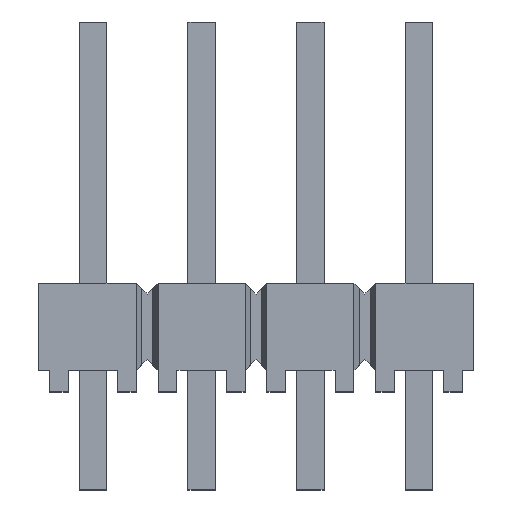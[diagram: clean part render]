
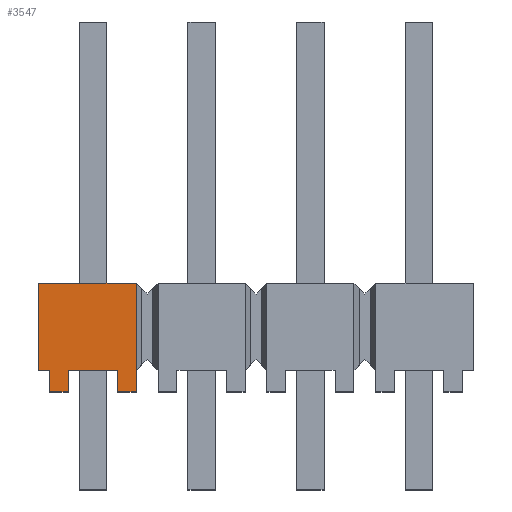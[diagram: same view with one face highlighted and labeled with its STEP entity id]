
A CAD part, top view. The second image highlights one B-rep face of the part: STEP entity #3547.
In plain terms, the highlighted planar face has unit normal (0, 0, 1).
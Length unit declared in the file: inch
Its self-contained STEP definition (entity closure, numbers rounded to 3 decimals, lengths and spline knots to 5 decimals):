
#76 = ORIENTED_EDGE ( 'NONE', *, *, #592, .F. ) ;
#146 = VERTEX_POINT ( 'NONE', #309 ) ;
#175 = LINE ( 'NONE', #3503, #3196 ) ;
#206 = VERTEX_POINT ( 'NONE', #1659 ) ;
#254 = VECTOR ( 'NONE', #1552, 39.37008 ) ;
#309 = CARTESIAN_POINT ( 'NONE',  ( -0.1726, 0.02, 0.049 ) ) ;
#319 = VECTOR ( 'NONE', #5139, 39.37008 ) ;
#377 = LINE ( 'NONE', #3384, #3506 ) ;
#436 = VERTEX_POINT ( 'NONE', #1312 ) ;
#549 = ORIENTED_EDGE ( 'NONE', *, *, #4649, .F. ) ;
#582 = CARTESIAN_POINT ( 'NONE',  ( -0.1274, 0., 0.049 ) ) ;
#592 = EDGE_CURVE ( 'NONE', #146, #4448, #1081, .T. ) ;
#646 = VECTOR ( 'NONE', #4923, 39.37008 ) ;
#675 = EDGE_CURVE ( 'NONE', #2205, #706, #3007, .T. ) ;
#706 = VERTEX_POINT ( 'NONE', #3587 ) ;
#781 = VECTOR ( 'NONE', #1085, 39.37008 ) ;
#799 = EDGE_CURVE ( 'NONE', #206, #3911, #3316, .T. ) ;
#875 = LINE ( 'NONE', #2678, #3678 ) ;
#911 = EDGE_LOOP ( 'NONE', ( #1805, #2140, #1768, #1796, #3017, #3998, #76, #549, #1502, #939, #1685 ) ) ;
#939 = ORIENTED_EDGE ( 'NONE', *, *, #1856, .T. ) ;
#947 = DIRECTION ( 'NONE',  ( 1., 0., 0. ) ) ;
#1056 = DIRECTION ( 'NONE',  ( 0., 1., 0. ) ) ;
#1081 = LINE ( 'NONE', #1535, #4482 ) ;
#1085 = DIRECTION ( 'NONE',  ( 1., 0., 0. ) ) ;
#1087 = EDGE_CURVE ( 'NONE', #4628, #706, #377, .T. ) ;
#1157 = EDGE_CURVE ( 'NONE', #4773, #2991, #875, .T. ) ;
#1181 = EDGE_CURVE ( 'NONE', #436, #4448, #175, .T. ) ;
#1312 = CARTESIAN_POINT ( 'NONE',  ( -0.1896, 0., 0.049 ) ) ;
#1314 = DIRECTION ( 'NONE',  ( -1., 0., 0. ) ) ;
#1326 = DIRECTION ( 'NONE',  ( 0., -1., 0. ) ) ;
#1356 = CARTESIAN_POINT ( 'NONE',  ( -0.2, 0.02, 0.049 ) ) ;
#1375 = CARTESIAN_POINT ( 'NONE',  ( -0.2, 0.1, 0.049 ) ) ;
#1472 = DIRECTION ( 'NONE',  ( 1., 0., 0. ) ) ;
#1502 = ORIENTED_EDGE ( 'NONE', *, *, #1157, .F. ) ;
#1535 = CARTESIAN_POINT ( 'NONE',  ( -0.1726, 0.1, 0.049 ) ) ;
#1552 = DIRECTION ( 'NONE',  ( -1., 0., 0. ) ) ;
#1659 = CARTESIAN_POINT ( 'NONE',  ( -0.11, 0.02, 0.049 ) ) ;
#1685 = ORIENTED_EDGE ( 'NONE', *, *, #799, .F. ) ;
#1768 = ORIENTED_EDGE ( 'NONE', *, *, #1087, .T. ) ;
#1796 = ORIENTED_EDGE ( 'NONE', *, *, #675, .F. ) ;
#1805 = ORIENTED_EDGE ( 'NONE', *, *, #2563, .F. ) ;
#1856 = EDGE_CURVE ( 'NONE', #4773, #3911, #4722, .T. ) ;
#1889 = LINE ( 'NONE', #2601, #2215 ) ;
#1931 = CARTESIAN_POINT ( 'NONE',  ( -0.2, 0.02, 0.049 ) ) ;
#1959 = CARTESIAN_POINT ( 'NONE',  ( -0.1726, 0., 0.049 ) ) ;
#2140 = ORIENTED_EDGE ( 'NONE', *, *, #4195, .F. ) ;
#2205 = VERTEX_POINT ( 'NONE', #5244 ) ;
#2215 = VECTOR ( 'NONE', #2618, 39.37008 ) ;
#2317 = DIRECTION ( 'NONE',  ( 0., -1., 0. ) ) ;
#2563 = EDGE_CURVE ( 'NONE', #4597, #206, #1889, .T. ) ;
#2601 = CARTESIAN_POINT ( 'NONE',  ( -0.11, 0.1, 0.049 ) ) ;
#2618 = DIRECTION ( 'NONE',  ( 0., -1., 0. ) ) ;
#2663 = FACE_OUTER_BOUND ( 'NONE', #911, .T. ) ;
#2678 = CARTESIAN_POINT ( 'NONE',  ( -0.1274, 0.1, 0.049 ) ) ;
#2800 = VECTOR ( 'NONE', #947, 39.37008 ) ;
#2991 = VERTEX_POINT ( 'NONE', #3213 ) ;
#3007 = LINE ( 'NONE', #1931, #254 ) ;
#3017 = ORIENTED_EDGE ( 'NONE', *, *, #5064, .F. ) ;
#3019 = LINE ( 'NONE', #1356, #4436 ) ;
#3055 = AXIS2_PLACEMENT_3D ( 'NONE', #4740, #3126, #5177 ) ;
#3093 = LINE ( 'NONE', #3393, #781 ) ;
#3126 = DIRECTION ( 'NONE',  ( 0., 0., -1. ) ) ;
#3196 = VECTOR ( 'NONE', #1472, 39.37008 ) ;
#3213 = CARTESIAN_POINT ( 'NONE',  ( -0.1274, 0.02, 0.049 ) ) ;
#3316 = LINE ( 'NONE', #4290, #319 ) ;
#3384 = CARTESIAN_POINT ( 'NONE',  ( -0.2, 0.1, 0.049 ) ) ;
#3393 = CARTESIAN_POINT ( 'NONE',  ( -0.2, 0.1, 0.049 ) ) ;
#3503 = CARTESIAN_POINT ( 'NONE',  ( -0.2, 0., 0.049 ) ) ;
#3506 = VECTOR ( 'NONE', #1326, 39.37008 ) ;
#3525 = PLANE ( 'NONE',  #3055 ) ;
#3547 = ADVANCED_FACE ( 'NONE', ( #2663 ), #3525, .F. ) ;
#3587 = CARTESIAN_POINT ( 'NONE',  ( -0.2, 0.02, 0.049 ) ) ;
#3655 = CARTESIAN_POINT ( 'NONE',  ( -0.1896, 0.1, 0.049 ) ) ;
#3678 = VECTOR ( 'NONE', #1056, 39.37008 ) ;
#3831 = LINE ( 'NONE', #3655, #646 ) ;
#3911 = VERTEX_POINT ( 'NONE', #4723 ) ;
#3998 = ORIENTED_EDGE ( 'NONE', *, *, #1181, .T. ) ;
#4195 = EDGE_CURVE ( 'NONE', #4628, #4597, #3093, .T. ) ;
#4290 = CARTESIAN_POINT ( 'NONE',  ( -0.11, 0.1, 0.049 ) ) ;
#4436 = VECTOR ( 'NONE', #1314, 39.37008 ) ;
#4448 = VERTEX_POINT ( 'NONE', #1959 ) ;
#4482 = VECTOR ( 'NONE', #2317, 39.37008 ) ;
#4597 = VERTEX_POINT ( 'NONE', #4931 ) ;
#4628 = VERTEX_POINT ( 'NONE', #1375 ) ;
#4649 = EDGE_CURVE ( 'NONE', #2991, #146, #3019, .T. ) ;
#4722 = LINE ( 'NONE', #5062, #2800 ) ;
#4723 = CARTESIAN_POINT ( 'NONE',  ( -0.11, 0., 0.049 ) ) ;
#4740 = CARTESIAN_POINT ( 'NONE',  ( -0.2, 0.1, 0.049 ) ) ;
#4773 = VERTEX_POINT ( 'NONE', #582 ) ;
#4923 = DIRECTION ( 'NONE',  ( 0., 1., 0. ) ) ;
#4931 = CARTESIAN_POINT ( 'NONE',  ( -0.11, 0.1, 0.049 ) ) ;
#5062 = CARTESIAN_POINT ( 'NONE',  ( -0.2, 0., 0.049 ) ) ;
#5064 = EDGE_CURVE ( 'NONE', #436, #2205, #3831, .T. ) ;
#5139 = DIRECTION ( 'NONE',  ( 0., -1., 0. ) ) ;
#5177 = DIRECTION ( 'NONE',  ( -1., 0., 0. ) ) ;
#5244 = CARTESIAN_POINT ( 'NONE',  ( -0.1896, 0.02, 0.049 ) ) ;
